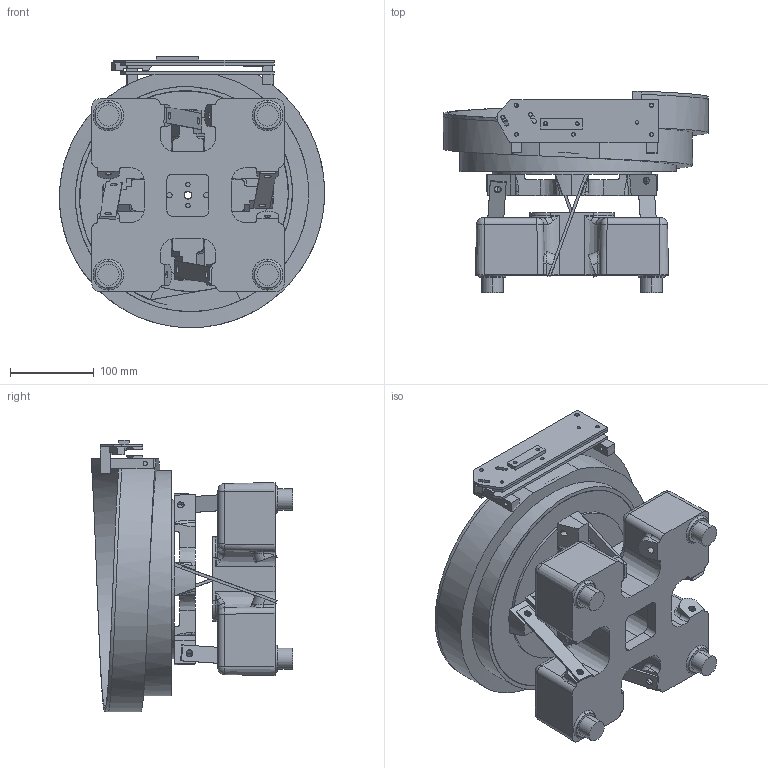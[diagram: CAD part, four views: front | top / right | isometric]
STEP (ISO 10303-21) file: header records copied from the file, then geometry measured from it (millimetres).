
FILE_DESCRIPTION (( 'STEP AP203' ), '1' );
FILE_NAME ('B14V114 CW Assembly.STEP', '2020-08-11T13:40:30', ( 'Eric' ), ( 'Microsoft' ), 'SwSTEP 2.0', 'SolidWorks 2007', '' );
FILE_SCHEMA (( 'CONFIG_CONTROL_DESIGN' ));
Length unit declared in the file: inch
Products named in the file (13): V114 inside rail; V114-08 mounting post; V114 assembly; B14 CW assembly; V14-12 CW; B14V114 CW Assembly; V114 outside rail; V114 air jet bar; V114-02 top strap; V114 cap; V114 front cap; V114 backstop; V114-04 backplate
Assembly tree (14 placements, depth 3):
  B14V114 CW Assembly
    V114 assembly
      V114 front cap
      V114 outside rail
      V114 air jet bar
      V114-02 top strap  x2
      V114-08 mounting post  x2
      V114-04 backplate
      V114 backstop
      V114 inside rail
      V114 cap
    V14-12 CW
    B14 CW assembly
Bounding box: 317.38 x 240.63 x 324.82 mm (x, y, z)
Volume: 643652.7 mm3; surface area: 614321.4 mm2
Topology: 12 solids, 22 shells, 593 faces, 1536 edges, 978 vertices
Faces by surface type: plane 227, cylinder 224, bspline 66, cone 39, torus 29, sphere 8
Entity records: 25420 total; most frequent: CARTESIAN_POINT 10602, ORIENTED_EDGE 2802, DIRECTION 2733, EDGE_CURVE 1433, AXIS2_PLACEMENT_3D 1026, VERTEX_POINT 923, VECTOR 681, LINE 681
